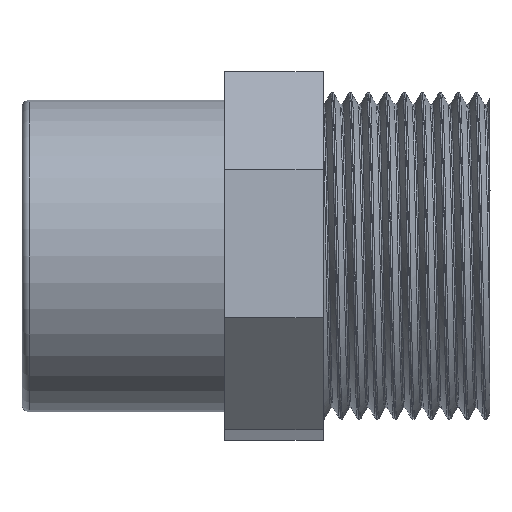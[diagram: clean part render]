
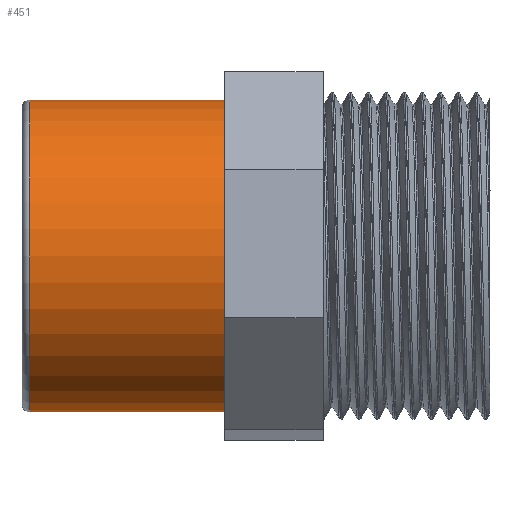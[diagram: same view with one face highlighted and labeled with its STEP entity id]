
A CAD part, front view. The second image highlights one B-rep face of the part: STEP entity #451.
In plain terms, the highlighted cylindrical face has radius 20 mm (diameter 40 mm), a full revolution.
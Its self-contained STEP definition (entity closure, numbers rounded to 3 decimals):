
#113=FACE_BOUND('',#166,.T.);
#129=FACE_OUTER_BOUND('',#165,.T.);
#165=EDGE_LOOP('',(#331));
#166=EDGE_LOOP('',(#332));
#208=CIRCLE('',#491,20.);
#209=CIRCLE('',#493,20.);
#224=VERTEX_POINT('',#647);
#225=VERTEX_POINT('',#650);
#268=EDGE_CURVE('',#224,#224,#208,.T.);
#269=EDGE_CURVE('',#225,#225,#209,.T.);
#331=ORIENTED_EDGE('',*,*,#269,.T.);
#332=ORIENTED_EDGE('',*,*,#268,.F.);
#441=CYLINDRICAL_SURFACE('',#492,20.);
#451=ADVANCED_FACE('',(#129,#113),#441,.T.);
#491=AXIS2_PLACEMENT_3D('',#648,#545,#546);
#492=AXIS2_PLACEMENT_3D('',#649,#547,#548);
#493=AXIS2_PLACEMENT_3D('',#651,#549,#550);
#545=DIRECTION('center_axis',(-1.,0.,0.));
#546=DIRECTION('ref_axis',(0.,1.,0.));
#547=DIRECTION('center_axis',(-1.,0.,0.));
#548=DIRECTION('ref_axis',(0.,-1.,0.));
#549=DIRECTION('center_axis',(-1.,0.,0.));
#550=DIRECTION('ref_axis',(0.,0.,1.));
#647=CARTESIAN_POINT('',(1.,-20.,0.));
#648=CARTESIAN_POINT('Origin',(1.,0.,0.));
#649=CARTESIAN_POINT('Origin',(13.,0.,0.));
#650=CARTESIAN_POINT('',(26.,-20.,0.));
#651=CARTESIAN_POINT('Origin',(26.,0.,0.));
